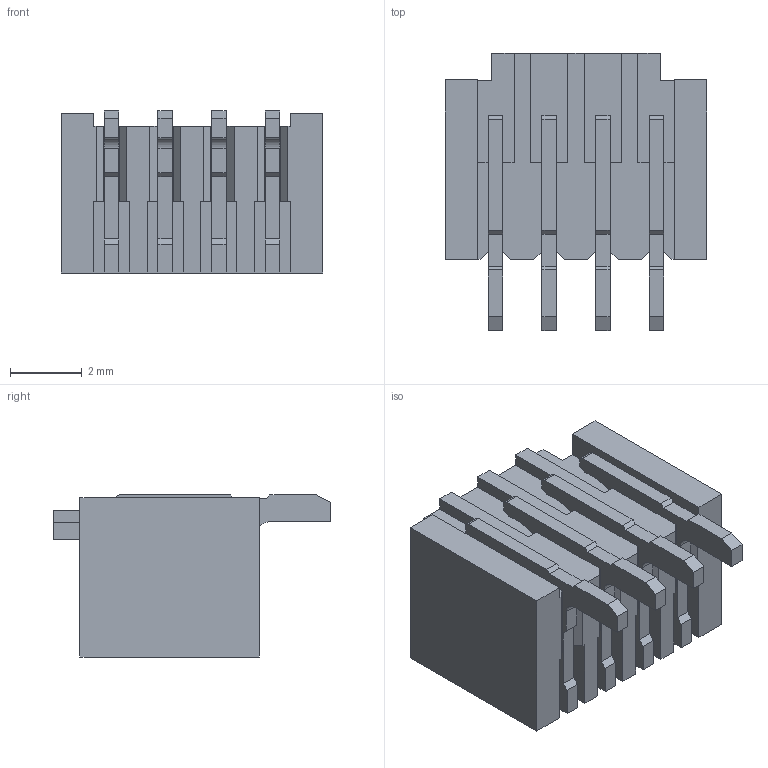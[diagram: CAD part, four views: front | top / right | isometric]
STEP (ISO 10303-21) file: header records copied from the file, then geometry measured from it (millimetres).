
FILE_DESCRIPTION((''),'2;1');
FILE_NAME('874380443','2014-03-25T',('me'),(''),'PRO/ENGINEER BY PARAMETRIC TECHNOLOGY CORPORATION, 2011490','PRO/ENGINEER BY PARAMETRIC TECHNOLOGY CORPORATION, 2011490','');
FILE_SCHEMA(('CONFIG_CONTROL_DESIGN'));
Length unit declared in the file: millimetre
Products named in the file (1): 874380443
Bounding box: 7.3 x 7.75 x 4.52 mm (x, y, z)
Volume: 90.1 mm3; surface area: 350.7 mm2
Topology: 1 solids, 1 shells, 223 faces, 689 edges, 468 vertices
Faces by surface type: plane 215, cylinder 8
Entity records: 7542 total; most frequent: CARTESIAN_POINT 1349, ORIENTED_EDGE 1314, DIRECTION 1153, VECTOR 673, LINE 673, EDGE_CURVE 657, VERTEX_POINT 436, AXIS2_PLACEMENT_3D 240
